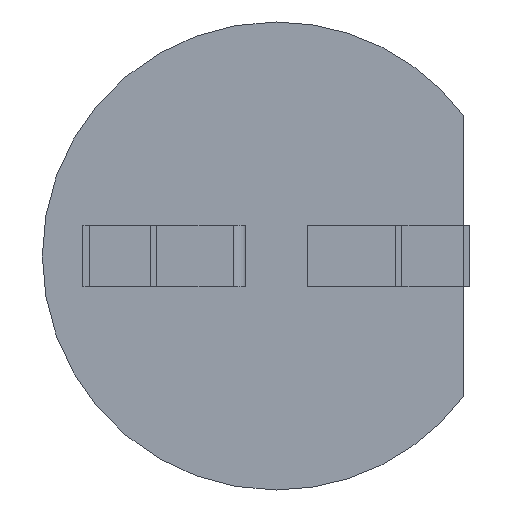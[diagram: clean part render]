
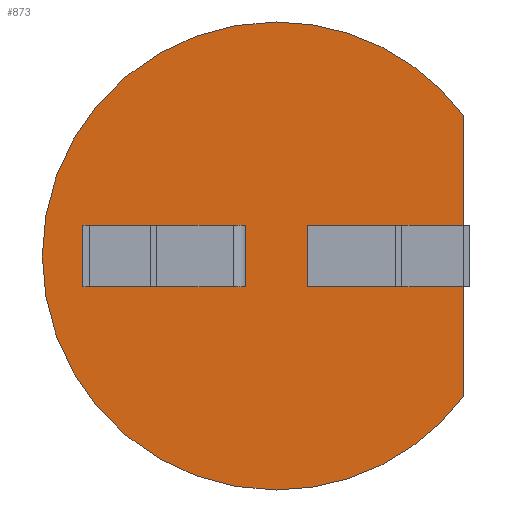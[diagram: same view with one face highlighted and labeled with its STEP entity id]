
A CAD part, front view. The second image highlights one B-rep face of the part: STEP entity #873.
In plain terms, the highlighted planar face has unit normal (0, -1, 0).
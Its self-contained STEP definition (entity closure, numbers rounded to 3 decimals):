
#23 = DIRECTION ( 'NONE',  ( 0., 0., -1. ) ) ;
#124 = CARTESIAN_POINT ( 'NONE',  ( 0., 0., 0. ) ) ;
#185 = AXIS2_PLACEMENT_3D ( 'NONE', #124, #1448, #1300 ) ;
#203 = DIRECTION ( 'NONE',  ( 0., -1., 0. ) ) ;
#263 = VERTEX_POINT ( 'NONE', #1398 ) ;
#287 = CARTESIAN_POINT ( 'NONE',  ( 0., 0., -1.9 ) ) ;
#353 = VERTEX_POINT ( 'NONE', #287 ) ;
#362 = CARTESIAN_POINT ( 'NONE',  ( 0., 0., 0. ) ) ;
#371 = CARTESIAN_POINT ( 'NONE',  ( 1.52, 0., -1.9 ) ) ;
#375 = VECTOR ( 'NONE', #1062, 1000. ) ;
#430 = AXIS2_PLACEMENT_3D ( 'NONE', #362, #203, #1227 ) ;
#432 = PLANE ( 'NONE',  #185 ) ;
#498 = EDGE_CURVE ( 'NONE', #353, #706, #1437, .T. ) ;
#516 = AXIS2_PLACEMENT_3D ( 'NONE', #1548, #1111, #821 ) ;
#535 = ORIENTED_EDGE ( 'NONE', *, *, #498, .T. ) ;
#667 = EDGE_CURVE ( 'NONE', #706, #263, #1848, .T. ) ;
#706 = VERTEX_POINT ( 'NONE', #1392 ) ;
#717 = EDGE_CURVE ( 'NONE', #263, #1021, #1823, .T. ) ;
#818 = EDGE_LOOP ( 'NONE', ( #1741, #1504, #535, #1692 ) ) ;
#821 = DIRECTION ( 'NONE',  ( 0., 0., -1. ) ) ;
#873 = ADVANCED_FACE ( 'NONE', ( #1022 ), #432, .F. ) ;
#904 = CIRCLE ( 'NONE', #430, 1.9 ) ;
#1021 = VERTEX_POINT ( 'NONE', #1745 ) ;
#1022 = FACE_OUTER_BOUND ( 'NONE', #818, .T. ) ;
#1052 = DIRECTION ( 'NONE',  ( 0., -1., 0. ) ) ;
#1062 = DIRECTION ( 'NONE',  ( 0., 0., 1. ) ) ;
#1111 = DIRECTION ( 'NONE',  ( 0., -1., 0. ) ) ;
#1227 = DIRECTION ( 'NONE',  ( 0., 0., -1. ) ) ;
#1271 = EDGE_CURVE ( 'NONE', #1021, #353, #904, .T. ) ;
#1300 = DIRECTION ( 'NONE',  ( 0., 0., 1. ) ) ;
#1392 = CARTESIAN_POINT ( 'NONE',  ( 1.52, 0., -1.14 ) ) ;
#1398 = CARTESIAN_POINT ( 'NONE',  ( 1.52, 0., 1.14 ) ) ;
#1437 = CIRCLE ( 'NONE', #1679, 1.9 ) ;
#1448 = DIRECTION ( 'NONE',  ( 0., 1., 0. ) ) ;
#1504 = ORIENTED_EDGE ( 'NONE', *, *, #1271, .T. ) ;
#1548 = CARTESIAN_POINT ( 'NONE',  ( 0., 0., 0. ) ) ;
#1679 = AXIS2_PLACEMENT_3D ( 'NONE', #1780, #1052, #23 ) ;
#1692 = ORIENTED_EDGE ( 'NONE', *, *, #667, .T. ) ;
#1741 = ORIENTED_EDGE ( 'NONE', *, *, #717, .T. ) ;
#1745 = CARTESIAN_POINT ( 'NONE',  ( 0., 0., 1.9 ) ) ;
#1780 = CARTESIAN_POINT ( 'NONE',  ( 0., 0., 0. ) ) ;
#1823 = CIRCLE ( 'NONE', #516, 1.9 ) ;
#1848 = LINE ( 'NONE', #371, #375 ) ;
